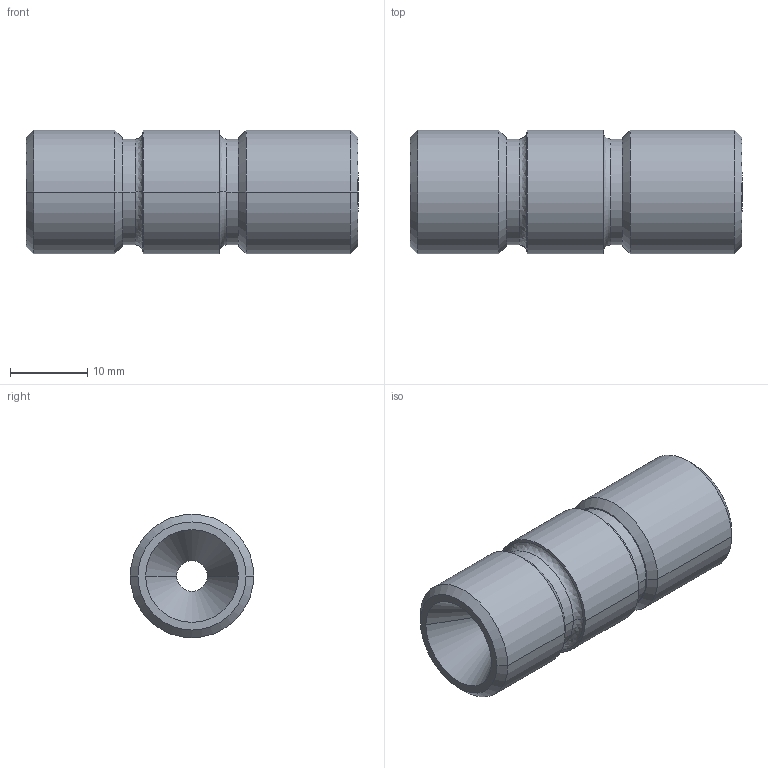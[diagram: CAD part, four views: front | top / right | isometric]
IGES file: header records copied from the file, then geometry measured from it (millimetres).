
Start section:  PTC IGES file: t001-1-6-001_a.igs
Global section: file name: t001-1-6-001_a.igs; native system: Pro/ENGINEER by Parametric Technology Corporation; preprocessor: 2004110; author: liuxiaokun; organization: Unknown; date: 080428.080956; units: millimetre
Bounding box: 43 x 16 x 16 mm (x, y, z)
Volume: 7459 mm3; surface area: 3105.2 mm2
Topology: 1 solids, 1 shells, 35 faces, 70 edges, 40 vertices
Faces by surface type: revolution 30, bspline 5
